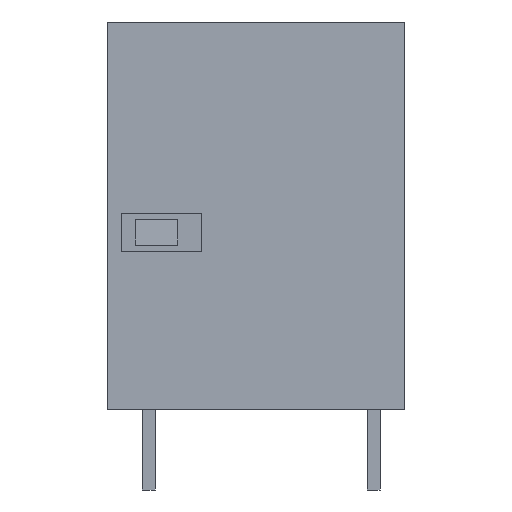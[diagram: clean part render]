
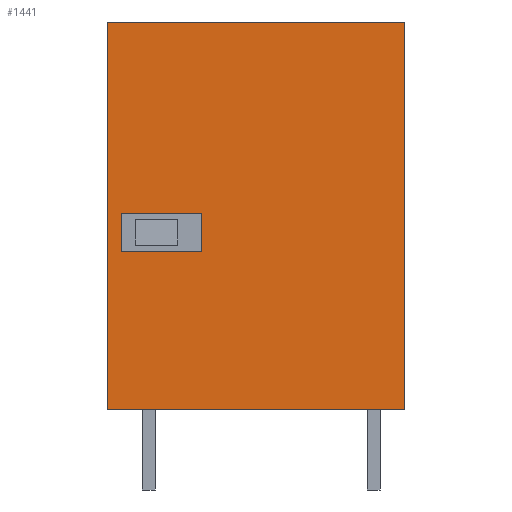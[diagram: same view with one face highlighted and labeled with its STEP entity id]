
A CAD part, left-side view. The second image highlights one B-rep face of the part: STEP entity #1441.
In plain terms, the highlighted planar face has unit normal (-1, 0, 0).
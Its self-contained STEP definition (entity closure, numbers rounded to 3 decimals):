
#1387=AXIS2_PLACEMENT_3D('Plane Axis2P3D',#1384,#1385,#1386) ;
#49=CARTESIAN_POINT('Vertex',(0.,0.,5.)) ;
#52=CARTESIAN_POINT('Line Origine',(0.,9.25,5.)) ;
#56=CARTESIAN_POINT('Vertex',(0.,18.5,5.)) ;
#148=CARTESIAN_POINT('Line Origine',(0.,0.,17.075)) ;
#152=CARTESIAN_POINT('Vertex',(0.,0.,29.15)) ;
#1384=CARTESIAN_POINT('Axis2P3D Location',(0.,18.5,0.)) ;
#1389=CARTESIAN_POINT('Line Origine',(0.,9.25,29.15)) ;
#1393=CARTESIAN_POINT('Vertex',(0.,18.5,29.15)) ;
#1396=CARTESIAN_POINT('Line Origine',(0.,18.5,17.075)) ;
#1407=CARTESIAN_POINT('Line Origine',(0.,15.151,17.25)) ;
#1411=CARTESIAN_POINT('Vertex',(0.,12.651,17.25)) ;
#1413=CARTESIAN_POINT('Vertex',(0.,17.65,17.25)) ;
#1416=CARTESIAN_POINT('Line Origine',(0.,12.651,16.05)) ;
#1420=CARTESIAN_POINT('Vertex',(0.,12.651,14.85)) ;
#1423=CARTESIAN_POINT('Line Origine',(0.,15.151,14.85)) ;
#1427=CARTESIAN_POINT('Vertex',(0.,17.65,14.85)) ;
#1430=CARTESIAN_POINT('Line Origine',(0.,17.65,16.05)) ;
#53=DIRECTION('Vector Direction',(0.,-1.,0.)) ;
#149=DIRECTION('Vector Direction',(0.,0.,-1.)) ;
#1385=DIRECTION('Axis2P3D Direction',(-1.,0.,0.)) ;
#1386=DIRECTION('Axis2P3D XDirection',(0.,-1.,0.)) ;
#1390=DIRECTION('Vector Direction',(0.,1.,0.)) ;
#1397=DIRECTION('Vector Direction',(0.,0.,-1.)) ;
#1408=DIRECTION('Vector Direction',(0.,1.,0.)) ;
#1417=DIRECTION('Vector Direction',(0.,0.,1.)) ;
#1424=DIRECTION('Vector Direction',(0.,-1.,0.)) ;
#1431=DIRECTION('Vector Direction',(0.,0.,-1.)) ;
#54=VECTOR('Line Direction',#53,1.) ;
#150=VECTOR('Line Direction',#149,1.) ;
#1391=VECTOR('Line Direction',#1390,1.) ;
#1398=VECTOR('Line Direction',#1397,1.) ;
#1409=VECTOR('Line Direction',#1408,1.) ;
#1418=VECTOR('Line Direction',#1417,1.) ;
#1425=VECTOR('Line Direction',#1424,1.) ;
#1432=VECTOR('Line Direction',#1431,1.) ;
#1402=ORIENTED_EDGE('',*,*,#1395,.T.) ;
#1403=ORIENTED_EDGE('',*,*,#1400,.T.) ;
#1404=ORIENTED_EDGE('',*,*,#58,.T.) ;
#1405=ORIENTED_EDGE('',*,*,#154,.T.) ;
#1436=ORIENTED_EDGE('',*,*,#1415,.F.) ;
#1437=ORIENTED_EDGE('',*,*,#1422,.F.) ;
#1438=ORIENTED_EDGE('',*,*,#1429,.F.) ;
#1439=ORIENTED_EDGE('',*,*,#1434,.F.) ;
#1440=FACE_BOUND('',#1435,.T.) ;
#1441=ADVANCED_FACE('HOUSING',(#1406,#1440),#1388,.T.) ;
#58=EDGE_CURVE('',#57,#50,#55,.T.) ;
#154=EDGE_CURVE('',#50,#153,#151,.F.) ;
#1395=EDGE_CURVE('',#153,#1394,#1392,.T.) ;
#1400=EDGE_CURVE('',#1394,#57,#1399,.T.) ;
#1415=EDGE_CURVE('',#1412,#1414,#1410,.T.) ;
#1422=EDGE_CURVE('',#1421,#1412,#1419,.T.) ;
#1429=EDGE_CURVE('',#1428,#1421,#1426,.T.) ;
#1434=EDGE_CURVE('',#1414,#1428,#1433,.T.) ;
#1401=EDGE_LOOP('',(#1402,#1403,#1404,#1405)) ;
#1435=EDGE_LOOP('',(#1436,#1437,#1438,#1439)) ;
#1406=FACE_OUTER_BOUND('',#1401,.T.) ;
#55=LINE('Line',#52,#54) ;
#151=LINE('Line',#148,#150) ;
#1392=LINE('Line',#1389,#1391) ;
#1399=LINE('Line',#1396,#1398) ;
#1410=LINE('Line',#1407,#1409) ;
#1419=LINE('Line',#1416,#1418) ;
#1426=LINE('Line',#1423,#1425) ;
#1433=LINE('Line',#1430,#1432) ;
#1388=PLANE('',#1387) ;
#50=VERTEX_POINT('',#49) ;
#57=VERTEX_POINT('',#56) ;
#153=VERTEX_POINT('',#152) ;
#1394=VERTEX_POINT('',#1393) ;
#1412=VERTEX_POINT('',#1411) ;
#1414=VERTEX_POINT('',#1413) ;
#1421=VERTEX_POINT('',#1420) ;
#1428=VERTEX_POINT('',#1427) ;
